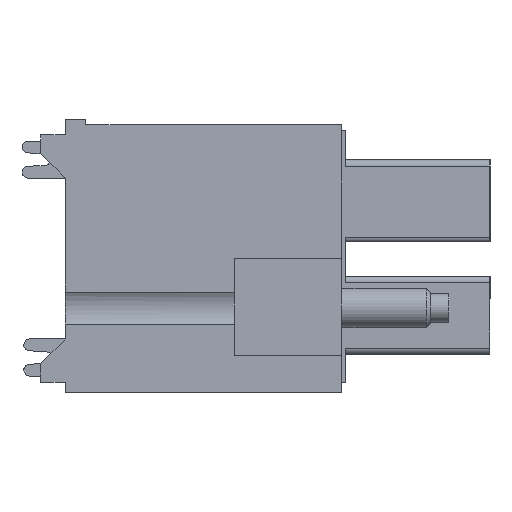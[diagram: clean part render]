
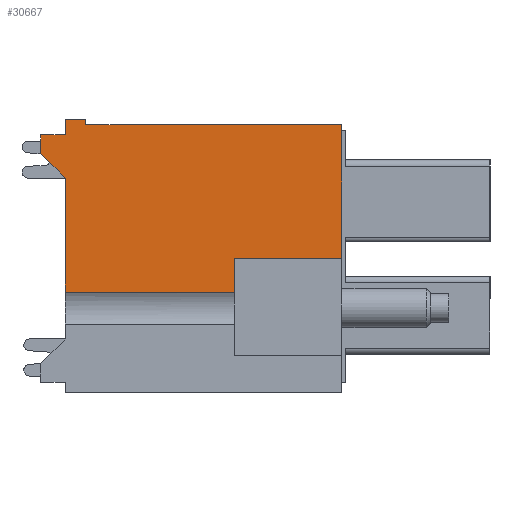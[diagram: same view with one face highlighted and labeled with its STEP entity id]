
A CAD part, left-side view. The second image highlights one B-rep face of the part: STEP entity #30667.
In plain terms, the highlighted planar face has unit normal (-1, 0, 0).
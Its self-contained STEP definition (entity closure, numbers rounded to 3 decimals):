
#1165=LINE('',#45399,#5022);
#1167=LINE('',#45403,#5024);
#1173=LINE('',#45418,#5030);
#1399=LINE('',#45865,#5256);
#1654=LINE('',#46322,#5511);
#1810=LINE('',#46686,#5667);
#1812=LINE('',#46690,#5669);
#1813=LINE('',#46692,#5670);
#1814=LINE('',#46693,#5671);
#1815=LINE('',#46695,#5672);
#1816=LINE('',#46697,#5673);
#1817=LINE('',#46699,#5674);
#5022=VECTOR('',#35614,1000.);
#5024=VECTOR('',#35618,1000.);
#5030=VECTOR('',#35632,1000.);
#5256=VECTOR('',#36040,1000.);
#5511=VECTOR('',#36451,1000.);
#5667=VECTOR('',#36851,1000.);
#5669=VECTOR('',#36855,1000.);
#5670=VECTOR('',#36856,1000.);
#5671=VECTOR('',#36857,1000.);
#5672=VECTOR('',#36858,1000.);
#5673=VECTOR('',#36859,1000.);
#5674=VECTOR('',#36860,1000.);
#11338=ORIENTED_EDGE('',*,*,#18911,.F.);
#11339=ORIENTED_EDGE('',*,*,#18912,.T.);
#11340=ORIENTED_EDGE('',*,*,#18253,.F.);
#11341=ORIENTED_EDGE('',*,*,#18246,.F.);
#11342=ORIENTED_EDGE('',*,*,#18735,.T.);
#11343=ORIENTED_EDGE('',*,*,#18913,.F.);
#11344=ORIENTED_EDGE('',*,*,#18914,.F.);
#11345=ORIENTED_EDGE('',*,*,#18915,.F.);
#11346=ORIENTED_EDGE('',*,*,#18916,.F.);
#11347=ORIENTED_EDGE('',*,*,#18480,.F.);
#11348=ORIENTED_EDGE('',*,*,#18244,.T.);
#11349=ORIENTED_EDGE('',*,*,#18909,.T.);
#18244=EDGE_CURVE('',#22452,#22451,#1165,.T.);
#18246=EDGE_CURVE('',#22453,#22454,#1167,.T.);
#18253=EDGE_CURVE('',#22454,#22458,#1173,.T.);
#18480=EDGE_CURVE('',#22452,#22587,#1399,.T.);
#18735=EDGE_CURVE('',#22453,#22711,#1654,.T.);
#18909=EDGE_CURVE('',#22451,#22798,#1810,.T.);
#18911=EDGE_CURVE('',#22799,#22798,#1812,.T.);
#18912=EDGE_CURVE('',#22799,#22458,#1813,.T.);
#18913=EDGE_CURVE('',#22800,#22711,#1814,.T.);
#18914=EDGE_CURVE('',#22801,#22800,#1815,.T.);
#18915=EDGE_CURVE('',#22802,#22801,#1816,.T.);
#18916=EDGE_CURVE('',#22587,#22802,#1817,.T.);
#22451=VERTEX_POINT('',#45398);
#22452=VERTEX_POINT('',#45400);
#22453=VERTEX_POINT('',#45404);
#22454=VERTEX_POINT('',#45405);
#22458=VERTEX_POINT('',#45419);
#22587=VERTEX_POINT('',#45863);
#22711=VERTEX_POINT('',#46321);
#22798=VERTEX_POINT('',#46687);
#22799=VERTEX_POINT('',#46691);
#22800=VERTEX_POINT('',#46694);
#22801=VERTEX_POINT('',#46696);
#22802=VERTEX_POINT('',#46698);
#25857=EDGE_LOOP('',(#11338,#11339,#11340,#11341,#11342,#11343,#11344,#11345,
#11346,#11347,#11348,#11349));
#27666=FACE_BOUND('',#25857,.T.);
#29286=PLANE('',#32529);
#30667=ADVANCED_FACE('',(#27666),#29286,.F.);
#32529=AXIS2_PLACEMENT_3D('',#46689,#36853,#36854);
#35614=DIRECTION('',(0.,0.,-1.));
#35618=DIRECTION('',(0.,1.,0.));
#35632=DIRECTION('',(0.,0.,-1.));
#36040=DIRECTION('',(0.,-1.,0.));
#36451=DIRECTION('',(0.,0.,1.));
#36851=DIRECTION('',(0.,-0.707,-0.707));
#36853=DIRECTION('',(1.,0.,0.));
#36854=DIRECTION('',(0.,0.,-1.));
#36855=DIRECTION('',(0.,0.,1.));
#36856=DIRECTION('',(0.,-1.,0.));
#36857=DIRECTION('',(0.,-1.,0.));
#36858=DIRECTION('',(0.,0.,-1.));
#36859=DIRECTION('',(0.,-1.,0.));
#36860=DIRECTION('',(0.,0.,1.));
#45398=CARTESIAN_POINT('',(-16.15,14.6,5.1));
#45399=CARTESIAN_POINT('',(-16.15,14.6,6.));
#45400=CARTESIAN_POINT('',(-16.15,14.6,6.));
#45403=CARTESIAN_POINT('',(-16.15,0.,0.));
#45404=CARTESIAN_POINT('',(-16.15,0.,0.));
#45405=CARTESIAN_POINT('',(-16.15,5.2,0.));
#45418=CARTESIAN_POINT('',(-16.15,5.2,0.));
#45419=CARTESIAN_POINT('',(-16.15,5.2,-1.624));
#45863=CARTESIAN_POINT('',(-16.15,13.4,6.));
#45865=CARTESIAN_POINT('',(-16.15,14.6,6.));
#46321=CARTESIAN_POINT('',(-16.15,0.,6.5));
#46322=CARTESIAN_POINT('',(-16.15,0.,-6.5));
#46686=CARTESIAN_POINT('',(-16.15,13.4,3.9));
#46687=CARTESIAN_POINT('',(-16.15,13.4,3.9));
#46689=CARTESIAN_POINT('',(-16.15,13.4,-6.5));
#46690=CARTESIAN_POINT('',(-16.15,13.4,-6.5));
#46691=CARTESIAN_POINT('',(-16.15,13.4,-1.624));
#46692=CARTESIAN_POINT('',(-16.15,17.712,-1.624));
#46693=CARTESIAN_POINT('',(-16.15,13.4,6.5));
#46694=CARTESIAN_POINT('',(-16.15,12.4,6.5));
#46695=CARTESIAN_POINT('',(-16.15,12.4,6.5));
#46696=CARTESIAN_POINT('',(-16.15,12.4,6.75));
#46697=CARTESIAN_POINT('',(-16.15,12.4,6.75));
#46698=CARTESIAN_POINT('',(-16.15,13.4,6.75));
#46699=CARTESIAN_POINT('',(-16.15,13.4,-6.5));
